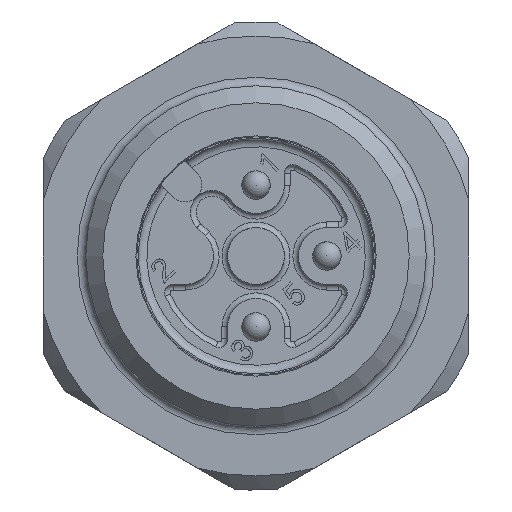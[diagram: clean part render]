
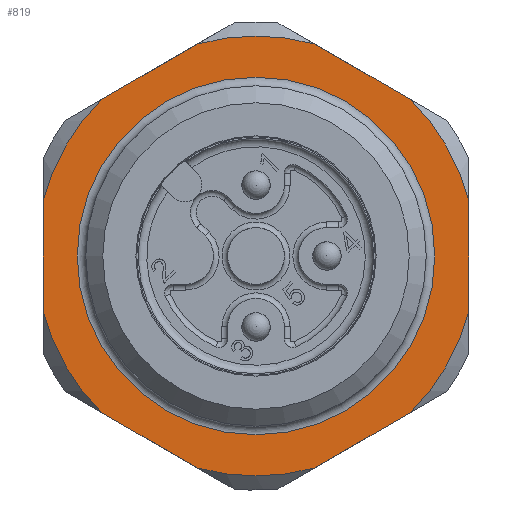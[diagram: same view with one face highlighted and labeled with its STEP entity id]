
A CAD part, left-side view. The second image highlights one B-rep face of the part: STEP entity #819.
In plain terms, the highlighted planar face has unit normal (-1, 0, 0).
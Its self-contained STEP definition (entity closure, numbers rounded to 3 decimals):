
#500=LINE('',#4222,#643);
#501=LINE('',#4227,#644);
#502=LINE('',#4231,#645);
#503=LINE('',#4235,#646);
#504=LINE('',#4239,#647);
#505=LINE('',#4243,#648);
#643=VECTOR('',#3469,1.);
#644=VECTOR('',#3472,1.);
#645=VECTOR('',#3475,1.);
#646=VECTOR('',#3478,1.);
#647=VECTOR('',#3481,1.);
#648=VECTOR('',#3484,1.);
#819=ADVANCED_FACE('',(#1091,#1092),#1014,.F.);
#1014=PLANE('',#3178);
#1091=FACE_BOUND('',#1201,.T.);
#1092=FACE_BOUND('',#1202,.T.);
#1201=EDGE_LOOP('',(#1454));
#1202=EDGE_LOOP('',(#1455,#1456,#1457,#1458,#1459,#1460,#1461,#1462,#1463,
#1464,#1465,#1466));
#1454=ORIENTED_EDGE('',*,*,#2606,.T.);
#1455=ORIENTED_EDGE('',*,*,#2607,.T.);
#1456=ORIENTED_EDGE('',*,*,#2608,.F.);
#1457=ORIENTED_EDGE('',*,*,#2609,.T.);
#1458=ORIENTED_EDGE('',*,*,#2610,.F.);
#1459=ORIENTED_EDGE('',*,*,#2611,.T.);
#1460=ORIENTED_EDGE('',*,*,#2612,.F.);
#1461=ORIENTED_EDGE('',*,*,#2613,.T.);
#1462=ORIENTED_EDGE('',*,*,#2614,.F.);
#1463=ORIENTED_EDGE('',*,*,#2615,.T.);
#1464=ORIENTED_EDGE('',*,*,#2616,.F.);
#1465=ORIENTED_EDGE('',*,*,#2617,.T.);
#1466=ORIENTED_EDGE('',*,*,#2618,.F.);
#2310=VERTEX_POINT('',#4221);
#2311=VERTEX_POINT('',#4223);
#2312=VERTEX_POINT('',#4224);
#2313=VERTEX_POINT('',#4226);
#2314=VERTEX_POINT('',#4228);
#2315=VERTEX_POINT('',#4230);
#2316=VERTEX_POINT('',#4232);
#2317=VERTEX_POINT('',#4234);
#2318=VERTEX_POINT('',#4236);
#2319=VERTEX_POINT('',#4238);
#2320=VERTEX_POINT('',#4240);
#2321=VERTEX_POINT('',#4242);
#2322=VERTEX_POINT('',#4244);
#2606=EDGE_CURVE('',#2310,#2310,#3034,.T.);
#2607=EDGE_CURVE('',#2311,#2312,#500,.T.);
#2608=EDGE_CURVE('',#2313,#2312,#3035,.T.);
#2609=EDGE_CURVE('',#2313,#2314,#501,.T.);
#2610=EDGE_CURVE('',#2315,#2314,#3036,.T.);
#2611=EDGE_CURVE('',#2315,#2316,#502,.T.);
#2612=EDGE_CURVE('',#2317,#2316,#3037,.T.);
#2613=EDGE_CURVE('',#2317,#2318,#503,.T.);
#2614=EDGE_CURVE('',#2319,#2318,#3038,.T.);
#2615=EDGE_CURVE('',#2319,#2320,#504,.T.);
#2616=EDGE_CURVE('',#2321,#2320,#3039,.T.);
#2617=EDGE_CURVE('',#2321,#2322,#505,.T.);
#2618=EDGE_CURVE('',#2311,#2322,#3040,.T.);
#3034=CIRCLE('',#3171,6.3);
#3035=CIRCLE('',#3172,7.75);
#3036=CIRCLE('',#3173,7.75);
#3037=CIRCLE('',#3174,7.75);
#3038=CIRCLE('',#3175,7.75);
#3039=CIRCLE('',#3176,7.75);
#3040=CIRCLE('',#3177,7.75);
#3171=AXIS2_PLACEMENT_3D('',#4220,#3467,#3468);
#3172=AXIS2_PLACEMENT_3D('',#4225,#3470,#3471);
#3173=AXIS2_PLACEMENT_3D('',#4229,#3473,#3474);
#3174=AXIS2_PLACEMENT_3D('',#4233,#3476,#3477);
#3175=AXIS2_PLACEMENT_3D('',#4237,#3479,#3480);
#3176=AXIS2_PLACEMENT_3D('',#4241,#3482,#3483);
#3177=AXIS2_PLACEMENT_3D('',#4245,#3485,#3486);
#3178=AXIS2_PLACEMENT_3D('',#4246,#3487,#3488);
#3467=DIRECTION('',(1.,0.,0.));
#3468=DIRECTION('',(0.,1.,0.));
#3469=DIRECTION('',(0.,-0.866,0.5));
#3470=DIRECTION('',(1.,0.,0.));
#3471=DIRECTION('',(0.,1.,0.));
#3472=DIRECTION('',(0.,0.,1.));
#3473=DIRECTION('',(1.,0.,0.));
#3474=DIRECTION('',(0.,1.,0.));
#3475=DIRECTION('',(0.,0.866,0.5));
#3476=DIRECTION('',(1.,0.,0.));
#3477=DIRECTION('',(0.,1.,0.));
#3478=DIRECTION('',(0.,0.866,-0.5));
#3479=DIRECTION('',(1.,0.,0.));
#3480=DIRECTION('',(0.,1.,0.));
#3481=DIRECTION('',(0.,0.,-1.));
#3482=DIRECTION('',(1.,0.,0.));
#3483=DIRECTION('',(0.,1.,0.));
#3484=DIRECTION('',(0.,-0.866,-0.5));
#3485=DIRECTION('',(1.,0.,0.));
#3486=DIRECTION('',(0.,1.,0.));
#3487=DIRECTION('',(1.,0.,0.));
#3488=DIRECTION('',(0.,1.,0.));
#4220=CARTESIAN_POINT('',(10.,0.,0.));
#4221=CARTESIAN_POINT('',(10.,6.3,0.));
#4222=CARTESIAN_POINT('',(10.,-6.348,-4.995));
#4223=CARTESIAN_POINT('',(10.,-2.059,-7.471));
#4224=CARTESIAN_POINT('',(10.,-5.441,-5.519));
#4225=CARTESIAN_POINT('',(10.,0.,0.));
#4226=CARTESIAN_POINT('',(10.,-7.5,-1.953));
#4227=CARTESIAN_POINT('',(10.,-7.5,6.));
#4228=CARTESIAN_POINT('',(10.,-7.5,1.953));
#4229=CARTESIAN_POINT('',(10.,0.,0.));
#4230=CARTESIAN_POINT('',(10.,-5.441,5.519));
#4231=CARTESIAN_POINT('',(10.,-1.152,7.995));
#4232=CARTESIAN_POINT('',(10.,-2.059,7.471));
#4233=CARTESIAN_POINT('',(10.,0.,0.));
#4234=CARTESIAN_POINT('',(10.,2.059,7.471));
#4235=CARTESIAN_POINT('',(10.,1.152,7.995));
#4236=CARTESIAN_POINT('',(10.,5.441,5.519));
#4237=CARTESIAN_POINT('',(10.,0.,0.));
#4238=CARTESIAN_POINT('',(10.,7.5,1.953));
#4239=CARTESIAN_POINT('',(10.,7.5,6.));
#4240=CARTESIAN_POINT('',(10.,7.5,-1.953));
#4241=CARTESIAN_POINT('',(10.,0.,0.));
#4242=CARTESIAN_POINT('',(10.,5.441,-5.519));
#4243=CARTESIAN_POINT('',(10.,6.348,-4.995));
#4244=CARTESIAN_POINT('',(10.,2.059,-7.471));
#4245=CARTESIAN_POINT('',(10.,0.,0.));
#4246=CARTESIAN_POINT('',(10.,0.,6.));
